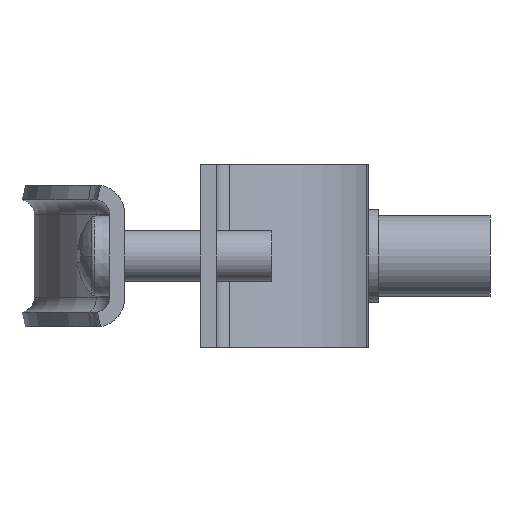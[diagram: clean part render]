
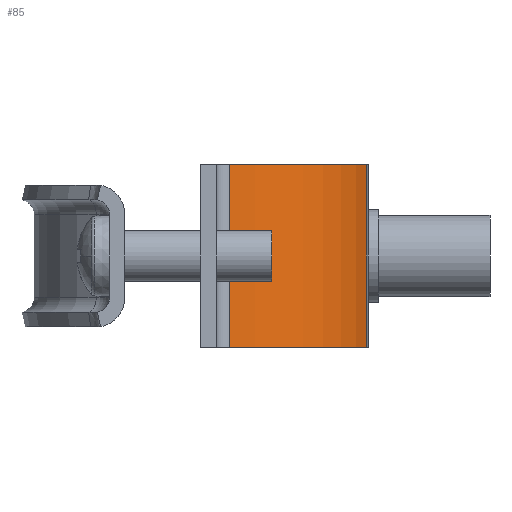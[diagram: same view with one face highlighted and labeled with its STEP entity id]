
A CAD part, left-side view. The second image highlights one B-rep face of the part: STEP entity #85.
In plain terms, the highlighted cylindrical face has radius 16.5 mm (diameter 33 mm), a partial arc.
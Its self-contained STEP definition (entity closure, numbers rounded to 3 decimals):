
#63 = EDGE_CURVE ( 'NONE', #2073, #3328, #2496, .T. ) ;
#70 = CARTESIAN_POINT ( 'NONE',  ( -5.526, -16.319, 9. ) ) ;
#85 = ADVANCED_FACE ( 'NONE', ( #458 ), #2428, .T. ) ;
#105 = ORIENTED_EDGE ( 'NONE', *, *, #1203, .F. ) ;
#133 = AXIS2_PLACEMENT_3D ( 'NONE', #2127, #860, #2381 ) ;
#185 = VECTOR ( 'NONE', #2472, 1000. ) ;
#200 = ORIENTED_EDGE ( 'NONE', *, *, #1915, .T. ) ;
#353 = VERTEX_POINT ( 'NONE', #1740 ) ;
#386 = ORIENTED_EDGE ( 'NONE', *, *, #63, .F. ) ;
#458 = FACE_OUTER_BOUND ( 'NONE', #2674, .T. ) ;
#462 = CARTESIAN_POINT ( 'NONE',  ( -16.259, -2.818, 9. ) ) ;
#664 = CIRCLE ( 'NONE', #1188, 16.5 ) ;
#860 = DIRECTION ( 'NONE',  ( 0., 0., 1. ) ) ;
#1176 = CARTESIAN_POINT ( 'NONE',  ( -5.526, -16.319, 9. ) ) ;
#1188 = AXIS2_PLACEMENT_3D ( 'NONE', #2166, #2244, #2266 ) ;
#1203 = EDGE_CURVE ( 'NONE', #2216, #2073, #664, .T. ) ;
#1397 = CARTESIAN_POINT ( 'NONE',  ( 0.119, -0.815, -9. ) ) ;
#1408 = DIRECTION ( 'NONE',  ( 0., 0., -1. ) ) ;
#1418 = DIRECTION ( 'NONE',  ( 1., 0., 0. ) ) ;
#1509 = AXIS2_PLACEMENT_3D ( 'NONE', #1397, #1408, #1418 ) ;
#1616 = ORIENTED_EDGE ( 'NONE', *, *, #1840, .F. ) ;
#1731 = CARTESIAN_POINT ( 'NONE',  ( -5.526, -16.319, -9. ) ) ;
#1740 = CARTESIAN_POINT ( 'NONE',  ( -16.259, -2.818, -9. ) ) ;
#1840 = EDGE_CURVE ( 'NONE', #3328, #353, #1980, .T. ) ;
#1899 = DIRECTION ( 'NONE',  ( 0., 0., -1. ) ) ;
#1915 = EDGE_CURVE ( 'NONE', #2216, #353, #2926, .T. ) ;
#1980 = CIRCLE ( 'NONE', #1509, 16.5 ) ;
#2073 = VERTEX_POINT ( 'NONE', #1176 ) ;
#2127 = CARTESIAN_POINT ( 'NONE',  ( 0.119, -0.815, -25.569 ) ) ;
#2166 = CARTESIAN_POINT ( 'NONE',  ( 0.119, -0.815, 9. ) ) ;
#2216 = VERTEX_POINT ( 'NONE', #462 ) ;
#2244 = DIRECTION ( 'NONE',  ( 0., 0., 1. ) ) ;
#2266 = DIRECTION ( 'NONE',  ( 1., 0., 0. ) ) ;
#2381 = DIRECTION ( 'NONE',  ( 1., 0., 0. ) ) ;
#2383 = CARTESIAN_POINT ( 'NONE',  ( -16.259, -2.818, 9. ) ) ;
#2428 = CYLINDRICAL_SURFACE ( 'NONE', #133, 16.5 ) ;
#2472 = DIRECTION ( 'NONE',  ( 0., 0., -1. ) ) ;
#2496 = LINE ( 'NONE', #70, #3193 ) ;
#2674 = EDGE_LOOP ( 'NONE', ( #1616, #386, #105, #200 ) ) ;
#2926 = LINE ( 'NONE', #2383, #185 ) ;
#3193 = VECTOR ( 'NONE', #1899, 1000. ) ;
#3328 = VERTEX_POINT ( 'NONE', #1731 ) ;
